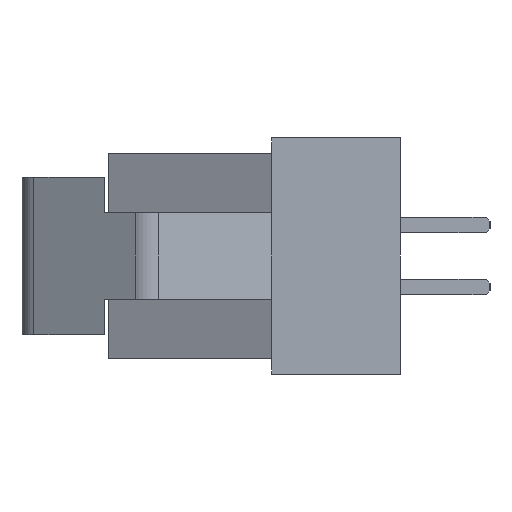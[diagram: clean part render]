
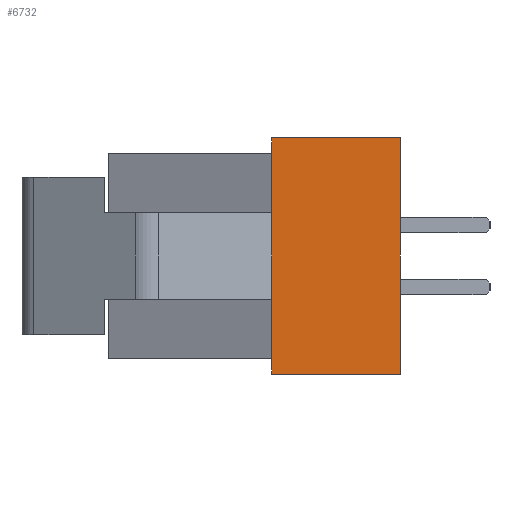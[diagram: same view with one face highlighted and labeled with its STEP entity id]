
A CAD part, left-side view. The second image highlights one B-rep face of the part: STEP entity #6732.
In plain terms, the highlighted planar face has unit normal (-1, 0, 0).
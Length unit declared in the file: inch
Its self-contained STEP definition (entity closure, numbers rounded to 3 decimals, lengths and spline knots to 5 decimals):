
#286=ORIENTED_EDGE('',*,*,#2218,.T.);
#287=ORIENTED_EDGE('',*,*,#2061,.F.);
#288=ORIENTED_EDGE('',*,*,#2120,.T.);
#289=ORIENTED_EDGE('',*,*,#2219,.F.);
#290=ORIENTED_EDGE('',*,*,#2220,.T.);
#291=ORIENTED_EDGE('',*,*,#2181,.F.);
#292=ORIENTED_EDGE('',*,*,#2221,.F.);
#293=ORIENTED_EDGE('',*,*,#2222,.F.);
#2061=EDGE_CURVE('',#3056,#3053,#3714,.T.);
#2120=EDGE_CURVE('',#3056,#3103,#3771,.T.);
#2181=EDGE_CURVE('',#3145,#3146,#3832,.T.);
#2218=EDGE_CURVE('',#3119,#3053,#3869,.T.);
#2219=EDGE_CURVE('',#3170,#3103,#3870,.T.);
#2220=EDGE_CURVE('',#3170,#3146,#3871,.T.);
#2221=EDGE_CURVE('',#3171,#3145,#3872,.T.);
#2222=EDGE_CURVE('',#3119,#3171,#3873,.T.);
#3053=VERTEX_POINT('',#9169);
#3056=VERTEX_POINT('',#9174);
#3103=VERTEX_POINT('',#9294);
#3119=VERTEX_POINT('',#9338);
#3145=VERTEX_POINT('',#9409);
#3146=VERTEX_POINT('',#9411);
#3170=VERTEX_POINT('',#9483);
#3171=VERTEX_POINT('',#9486);
#3714=LINE('',#9175,#4693);
#3771=LINE('',#9293,#4750);
#3832=LINE('',#9410,#4811);
#3869=LINE('',#9480,#4848);
#3870=LINE('',#9482,#4849);
#3871=LINE('',#9484,#4850);
#3872=LINE('',#9485,#4851);
#3873=LINE('',#9487,#4852);
#4693=VECTOR('',#7462,39.37008);
#4750=VECTOR('',#7549,39.37008);
#4811=VECTOR('',#7636,39.37008);
#4848=VECTOR('',#7691,39.37008);
#4849=VECTOR('',#7694,39.37008);
#4850=VECTOR('',#7695,39.37008);
#4851=VECTOR('',#7696,39.37008);
#4852=VECTOR('',#7697,39.37008);
#5705=EDGE_LOOP('',(#286,#287,#288,#289,#290,#291,#292,#293));
#6050=FACE_BOUND('',#5705,.T.);
#6395=PLANE('',#7128);
#6732=ADVANCED_FACE('',(#6050),#6395,.F.);
#7128=AXIS2_PLACEMENT_3D('',#9481,#7692,#7693);
#7462=DIRECTION('',(0.,0.,1.));
#7549=DIRECTION('',(0.,0.,-1.));
#7636=DIRECTION('',(0.,0.,-1.));
#7691=DIRECTION('',(0.,0.,-1.));
#7692=DIRECTION('',(1.,0.,0.));
#7693=DIRECTION('',(0.,0.,-1.));
#7694=DIRECTION('',(0.,0.,1.));
#7695=DIRECTION('',(0.,-1.,0.));
#7696=DIRECTION('',(0.,-1.,0.));
#7697=DIRECTION('',(0.,0.,1.));
#9169=CARTESIAN_POINT('',(-0.665,0.163,0.055));
#9174=CARTESIAN_POINT('',(-0.665,0.163,-0.055));
#9175=CARTESIAN_POINT('',(-0.665,0.163,-0.055));
#9293=CARTESIAN_POINT('',(-0.665,0.163,0.13));
#9294=CARTESIAN_POINT('',(-0.665,0.163,-0.13));
#9338=CARTESIAN_POINT('',(-0.665,0.163,0.13));
#9409=CARTESIAN_POINT('',(-0.665,0.,0.15));
#9410=CARTESIAN_POINT('',(-0.665,0.,0.13));
#9411=CARTESIAN_POINT('',(-0.665,0.,-0.15));
#9480=CARTESIAN_POINT('',(-0.665,0.163,0.13));
#9481=CARTESIAN_POINT('',(-0.665,0.163,0.13));
#9482=CARTESIAN_POINT('',(-0.665,0.163,-0.15));
#9483=CARTESIAN_POINT('',(-0.665,0.163,-0.15));
#9484=CARTESIAN_POINT('',(-0.665,0.163,-0.15));
#9485=CARTESIAN_POINT('',(-0.665,0.163,0.15));
#9486=CARTESIAN_POINT('',(-0.665,0.163,0.15));
#9487=CARTESIAN_POINT('',(-0.665,0.163,-0.15));
